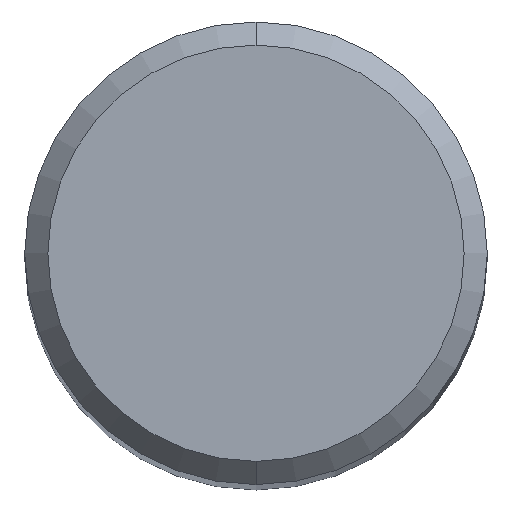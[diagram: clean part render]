
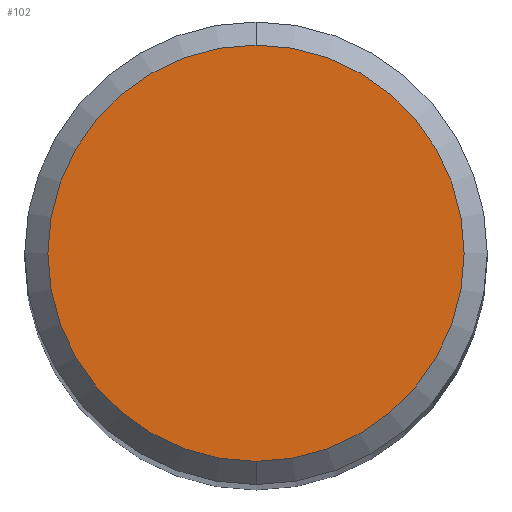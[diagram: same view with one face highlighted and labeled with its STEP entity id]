
A CAD part, top view. The second image highlights one B-rep face of the part: STEP entity #102.
In plain terms, the highlighted planar face has unit normal (0, 0, 1).
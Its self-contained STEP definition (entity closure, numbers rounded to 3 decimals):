
#102=ADVANCED_FACE('',(#248),#249,.T.);
#150=VERTEX_POINT('',#306);
#166=EDGE_CURVE('',#150,#180,#323,.T.);
#180=VERTEX_POINT('',#338);
#208=EDGE_CURVE('',#180,#150,#368,.T.);
#248=FACE_OUTER_BOUND('',#404,.T.);
#249=PLANE('',#405);
#306=CARTESIAN_POINT('',(0.0,4.5,0.0));
#323=CIRCLE('',#496,4.5);
#338=CARTESIAN_POINT('',(0.,-4.5,0.0));
#368=CIRCLE('',#555,4.5);
#404=EDGE_LOOP('',(#586,#587));
#405=AXIS2_PLACEMENT_3D('',#588,#589,#590);
#496=AXIS2_PLACEMENT_3D('',#694,#695,#696);
#555=AXIS2_PLACEMENT_3D('',#735,#736,#737);
#586=ORIENTED_EDGE('',*,*,#166,.F.);
#587=ORIENTED_EDGE('',*,*,#208,.F.);
#588=CARTESIAN_POINT('',(0.0,2.25,0.0));
#589=DIRECTION('',(-0.0,0.0,1.0));
#590=DIRECTION('',(0.0,-1.0,0.0));
#694=CARTESIAN_POINT('',(0.0,0.0,0.0));
#695=DIRECTION('',(0.0,0.0,-1.0));
#696=DIRECTION('',(0.0,1.0,0.0));
#735=CARTESIAN_POINT('',(0.0,0.0,0.0));
#736=DIRECTION('',(0.0,0.0,-1.0));
#737=DIRECTION('',(0.0,1.0,0.0));
